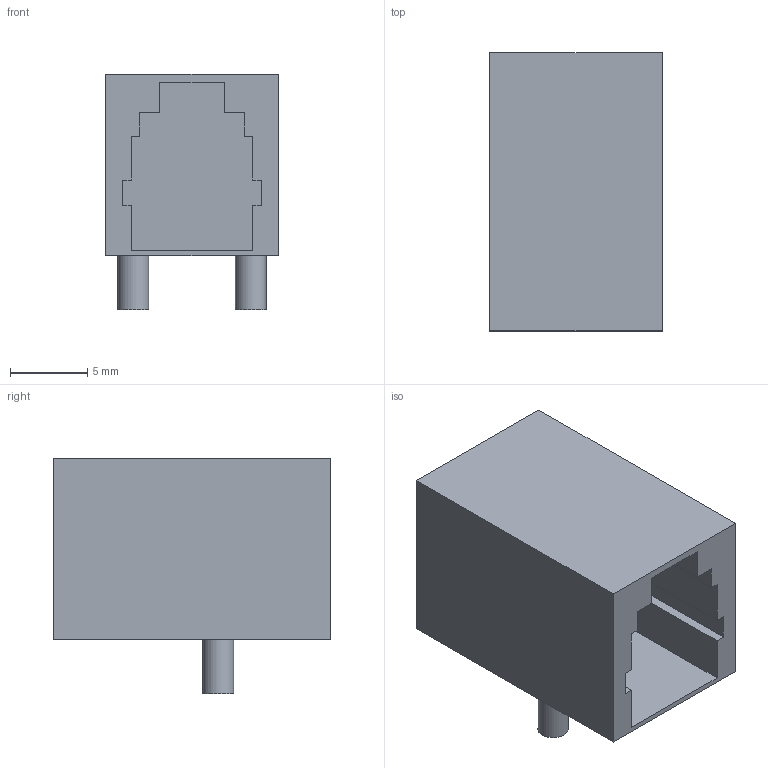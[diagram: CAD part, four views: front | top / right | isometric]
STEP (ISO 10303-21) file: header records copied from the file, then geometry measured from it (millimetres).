
FILE_DESCRIPTION(/* description */ (''),/* implementation_level */ '2;1');
FILE_NAME(/* name */ 'Jack.ipt.step',/* time_stamp */ '2020-04-16T23:13:52-04:00',/* author */ ('Jordan'),/* organization */ (''),/* preprocessor_version */ 'ST-DEVELOPER v17',/* originating_system */ 'Autodesk Inventor 2019',/* authorisation */ '');
FILE_SCHEMA (('AUTOMOTIVE_DESIGN { 1 0 10303 214 3 1 1 }'));
Length unit declared in the file: inch
Products named in the file (1): Jack
Bounding box: 11.2 x 18 x 15.25 mm (x, y, z)
Volume: 1760.4 mm3; surface area: 1452.3 mm2
Topology: 1 solids, 1 shells, 31 faces, 82 edges, 56 vertices
Faces by surface type: plane 29, cylinder 2
Full cylindrical faces by diameter (mm): 2 x2
Entity records: 1034 total; most frequent: CARTESIAN_POINT 170, ORIENTED_EDGE 164, DIRECTION 154, EDGE_CURVE 82, LINE 74, VECTOR 74, VERTEX_POINT 56, AXIS2_PLACEMENT_3D 40
